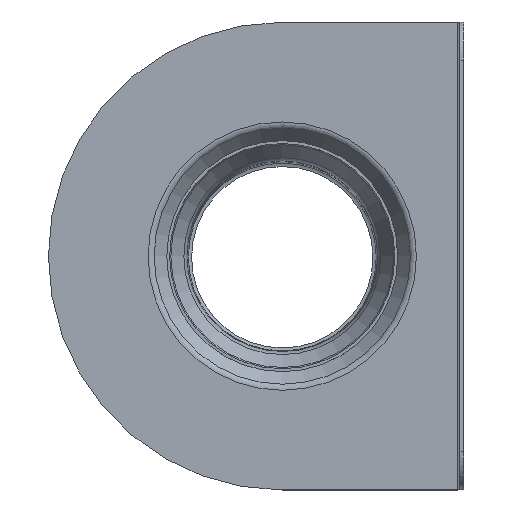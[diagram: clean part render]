
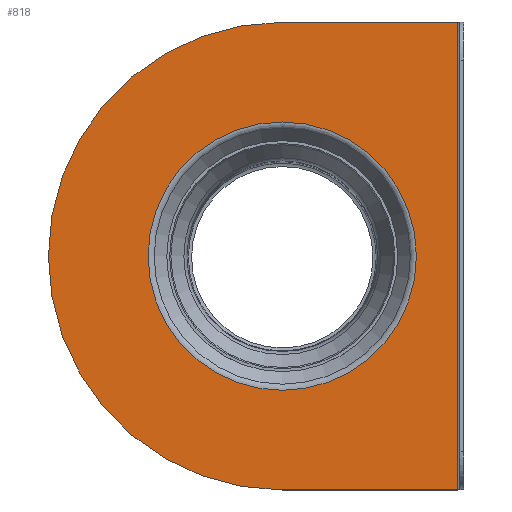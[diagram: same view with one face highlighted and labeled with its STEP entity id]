
A CAD part, top view. The second image highlights one B-rep face of the part: STEP entity #818.
In plain terms, the highlighted planar face has unit normal (0, 0, 1).
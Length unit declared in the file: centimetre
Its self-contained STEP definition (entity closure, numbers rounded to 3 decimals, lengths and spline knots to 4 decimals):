
#31=FACE_BOUND('',#169,.T.);
#43=PLANE('',#1021);
#107=FACE_OUTER_BOUND('',#168,.T.);
#168=EDGE_LOOP('',(#621,#622,#623,#624));
#169=EDGE_LOOP('',(#625));
#238=CIRCLE('',#1007,122.5);
#242=CIRCLE('',#1013,70.2863);
#320=VERTEX_POINT('',#1539);
#323=VERTEX_POINT('',#1544);
#326=VERTEX_POINT('',#1554);
#330=VERTEX_POINT('',#1570);
#331=VERTEX_POINT('',#1572);
#424=EDGE_CURVE('',#323,#320,#238,.T.);
#429=EDGE_CURVE('',#326,#326,#242,.T.);
#436=EDGE_CURVE('',#323,#330,#874,.T.);
#437=EDGE_CURVE('',#331,#330,#875,.T.);
#438=EDGE_CURVE('',#331,#320,#876,.T.);
#621=ORIENTED_EDGE('',*,*,#424,.F.);
#622=ORIENTED_EDGE('',*,*,#436,.T.);
#623=ORIENTED_EDGE('',*,*,#437,.F.);
#624=ORIENTED_EDGE('',*,*,#438,.T.);
#625=ORIENTED_EDGE('',*,*,#429,.T.);
#818=ADVANCED_FACE('',(#107,#31),#43,.T.);
#874=LINE('',#1571,#920);
#875=LINE('',#1573,#921);
#876=LINE('',#1574,#922);
#920=VECTOR('',#1260,1.);
#921=VECTOR('',#1261,1.);
#922=VECTOR('',#1262,1.);
#1007=AXIS2_PLACEMENT_3D('',#1546,#1227,#1228);
#1013=AXIS2_PLACEMENT_3D('',#1556,#1240,#1241);
#1021=AXIS2_PLACEMENT_3D('',#1569,#1258,#1259);
#1227=DIRECTION('center_axis',(0.,0.,-1.));
#1228=DIRECTION('ref_axis',(1.,0.,0.));
#1240=DIRECTION('center_axis',(0.,0.,-1.));
#1241=DIRECTION('ref_axis',(1.,0.,0.));
#1258=DIRECTION('center_axis',(0.,0.,1.));
#1259=DIRECTION('ref_axis',(0.,1.,0.));
#1260=DIRECTION('',(1.,0.,0.));
#1261=DIRECTION('',(0.,-1.,0.));
#1262=DIRECTION('',(-1.,0.,0.));
#1539=CARTESIAN_POINT('',(0.,122.5,268.));
#1544=CARTESIAN_POINT('',(0.,-122.5,268.));
#1546=CARTESIAN_POINT('Origin',(0.,0.,
268.));
#1554=CARTESIAN_POINT('',(-70.2863,0.,268.));
#1556=CARTESIAN_POINT('Origin',(0.,0.,
268.));
#1569=CARTESIAN_POINT('Origin',(91.75,-122.5,268.));
#1570=CARTESIAN_POINT('',(91.75,-122.5,268.));
#1571=CARTESIAN_POINT('',(39.3412,-122.5,268.));
#1572=CARTESIAN_POINT('',(91.75,122.5,268.));
#1573=CARTESIAN_POINT('',(91.75,-5.,268.));
#1574=CARTESIAN_POINT('',(39.3412,122.5,268.));
